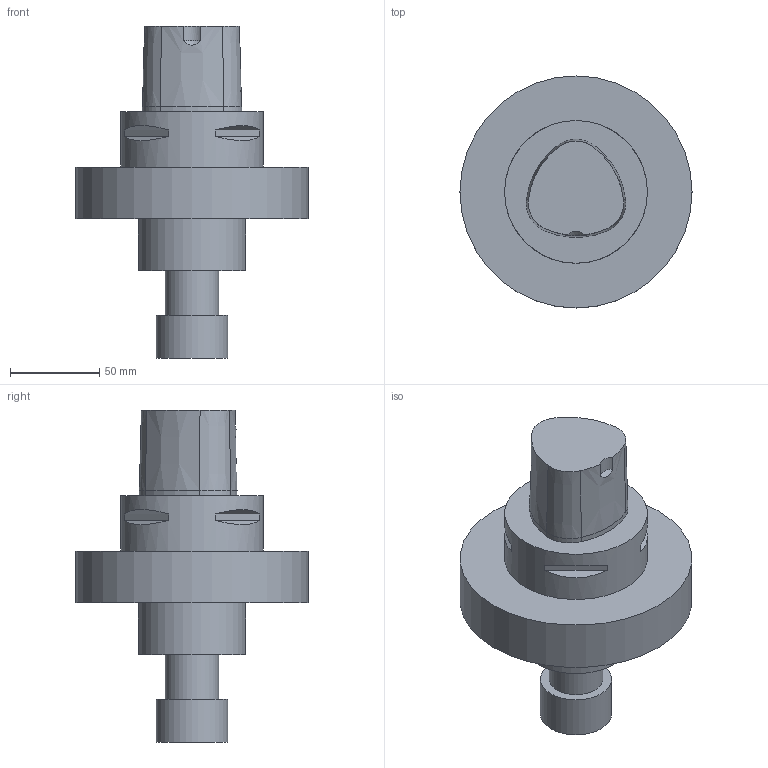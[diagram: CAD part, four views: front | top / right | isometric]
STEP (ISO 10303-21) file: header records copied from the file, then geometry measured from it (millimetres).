
FILE_DESCRIPTION(/* description */ ('3-D model version:1'),/* implementation_level */ '2;1');
FILE_NAME(/* name */ 'C8-391.05-60 060',/* time_stamp */ '2016-12-02T13:51:25',/* author */ ('InteractiveCad'),/* organization */ ('AB Sandvik Coromant'),/* preprocessor_version */ 'ST-DEVELOPER v11',/* originating_system */ 'SIEMENS UGS NX 6.0',/* authorization */ '');
FILE_SCHEMA(('AUTOMOTIVE_DESIGN'));
Length unit declared in the file: millimetre
Products named in the file (1): C8_391_05_60060_stp
Bounding box: 130 x 130 x 186 mm (x, y, z)
Volume: 776620.4 mm3; surface area: 66500.4 mm2
Topology: 1 solids, 1 shells, 38 faces, 75 edges, 48 vertices
Faces by surface type: plane 19, cylinder 12, cone 7
Full cylindrical faces by diameter (mm): 30 x1, 40 x1, 60 x1, 80 x1, 130 x1
Entity records: 1072 total; most frequent: DIRECTION 190, CARTESIAN_POINT 175, ORIENTED_EDGE 140, AXIS2_PLACEMENT_3D 81, EDGE_CURVE 70, EDGE_LOOP 52, VERTEX_POINT 48, ADVANCED_FACE 38
